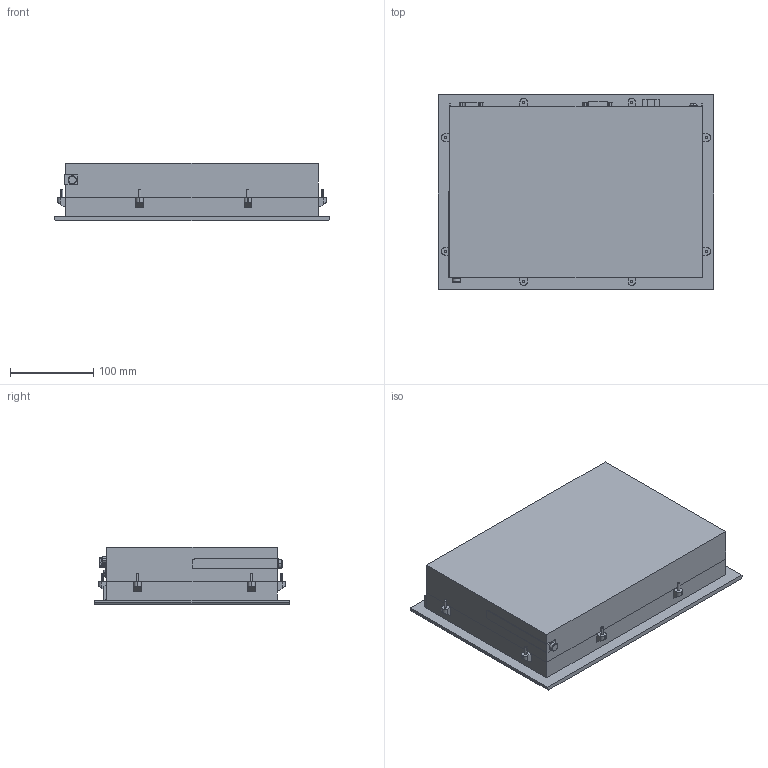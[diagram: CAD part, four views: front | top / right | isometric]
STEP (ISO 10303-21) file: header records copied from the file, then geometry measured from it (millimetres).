
FILE_DESCRIPTION(('CATIA V5 STEP Exchange','CAx-IF Rec.Pracs.--- Model Styling and Organization---1.4--- 2014-01-23'),'2;1');
FILE_NAME ('D1410061_1_2676520000_2676510000.stp','2020-02-26T13:56:32+00:00',('none'),('Weidmueller'),'CATIA Version 5-6 Release 2016 SP3 HF44','CATIA V5 STEP AP214','none');
FILE_SCHEMA(('AUTOMOTIVE_DESIGN { 1 0 10303 214 1 1 1 1 }'));
Length unit declared in the file: millimetre
Products named in the file (1): 2676510000
Bounding box: 331 x 234 x 68.6 mm (x, y, z)
Volume: 4356809.3 mm3; surface area: 738570.2 mm2
Topology: 45 solids, 45 shells, 887 faces, 2160 edges, 1428 vertices
Faces by surface type: plane 645, cylinder 224, cone 12, extrusion 4, torus 2
Entity records: 26953 total; most frequent: CARTESIAN_POINT 6037, ORIENTED_EDGE 4320, DIRECTION 3423, EDGE_CURVE 2160, VECTOR 1668, LINE 1664, VERTEX_POINT 1428, AXIS2_PLACEMENT_3D 1037
